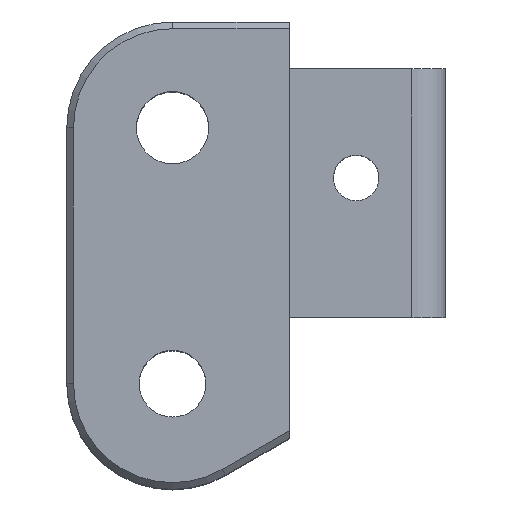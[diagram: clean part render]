
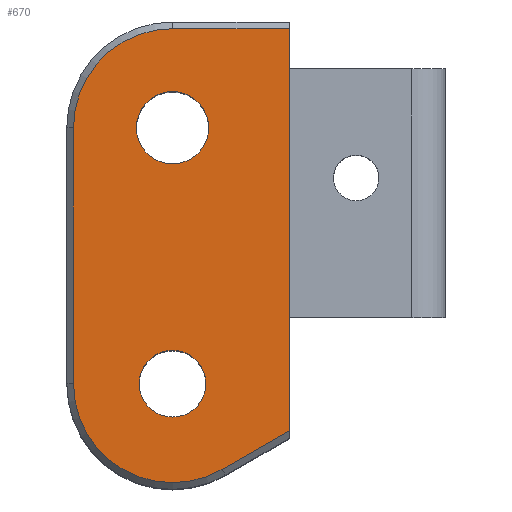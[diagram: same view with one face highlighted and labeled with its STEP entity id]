
A CAD part, top view. The second image highlights one B-rep face of the part: STEP entity #670.
In plain terms, the highlighted planar face has unit normal (0, 0, 1).
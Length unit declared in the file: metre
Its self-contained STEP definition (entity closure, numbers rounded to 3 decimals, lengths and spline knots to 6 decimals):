
#23=PLANE('',#729);
#49=CIRCLE('',#730,0.001625);
#50=CIRCLE('',#731,0.0015);
#51=CIRCLE('',#732,0.00445);
#52=CIRCLE('',#733,0.00445);
#115=ORIENTED_EDGE('',*,*,#294,.F.);
#116=ORIENTED_EDGE('',*,*,#295,.F.);
#117=ORIENTED_EDGE('',*,*,#270,.T.);
#118=ORIENTED_EDGE('',*,*,#296,.T.);
#119=ORIENTED_EDGE('',*,*,#297,.T.);
#120=ORIENTED_EDGE('',*,*,#298,.T.);
#121=ORIENTED_EDGE('',*,*,#299,.T.);
#122=ORIENTED_EDGE('',*,*,#300,.T.);
#270=EDGE_CURVE('',#364,#363,#422,.T.);
#294=EDGE_CURVE('',#379,#379,#49,.T.);
#295=EDGE_CURVE('',#380,#380,#50,.T.);
#296=EDGE_CURVE('',#363,#381,#442,.T.);
#297=EDGE_CURVE('',#381,#382,#51,.T.);
#298=EDGE_CURVE('',#382,#383,#443,.T.);
#299=EDGE_CURVE('',#383,#384,#52,.T.);
#300=EDGE_CURVE('',#384,#364,#444,.T.);
#363=VERTEX_POINT('',#1012);
#364=VERTEX_POINT('',#1014);
#379=VERTEX_POINT('',#1059);
#380=VERTEX_POINT('',#1061);
#381=VERTEX_POINT('',#1063);
#382=VERTEX_POINT('',#1065);
#383=VERTEX_POINT('',#1067);
#384=VERTEX_POINT('',#1069);
#422=LINE('',#1013,#492);
#442=LINE('',#1062,#512);
#443=LINE('',#1066,#513);
#444=LINE('',#1070,#514);
#492=VECTOR('',#804,1.);
#512=VECTOR('',#848,1.);
#513=VECTOR('',#851,1.);
#514=VECTOR('',#854,1.);
#557=EDGE_LOOP('',(#115));
#558=EDGE_LOOP('',(#116));
#559=EDGE_LOOP('',(#117,#118,#119,#120,#121,#122));
#609=FACE_BOUND('',#557,.T.);
#610=FACE_BOUND('',#558,.T.);
#611=FACE_BOUND('',#559,.T.);
#670=ADVANCED_FACE('',(#609,#610,#611),#23,.T.);
#729=AXIS2_PLACEMENT_3D('',#1057,#842,#843);
#730=AXIS2_PLACEMENT_3D('',#1058,#844,#845);
#731=AXIS2_PLACEMENT_3D('',#1060,#846,#847);
#732=AXIS2_PLACEMENT_3D('',#1064,#849,#850);
#733=AXIS2_PLACEMENT_3D('',#1068,#852,#853);
#804=DIRECTION('',(0.,1.,0.));
#842=DIRECTION('',(0.,0.,1.));
#843=DIRECTION('',(1.,0.,0.));
#844=DIRECTION('',(0.,0.,1.));
#845=DIRECTION('',(1.,0.,0.));
#846=DIRECTION('',(0.,0.,1.));
#847=DIRECTION('',(1.,0.,0.));
#848=DIRECTION('',(-1.,0.,0.));
#849=DIRECTION('',(0.,0.,1.));
#850=DIRECTION('',(1.,0.,0.));
#851=DIRECTION('',(0.,-1.,0.));
#852=DIRECTION('',(0.,0.,1.));
#853=DIRECTION('',(1.,0.,0.));
#854=DIRECTION('',(0.866,0.5,0.));
#1012=CARTESIAN_POINT('',(0.039891,-0.00805,0.0082));
#1013=CARTESIAN_POINT('',(0.039891,-0.021852,0.0082));
#1014=CARTESIAN_POINT('',(0.039891,-0.026107,0.0082));
#1057=CARTESIAN_POINT('',(0.051641,-0.01825,0.0082));
#1058=CARTESIAN_POINT('',(0.034641,-0.0125,0.0082));
#1059=CARTESIAN_POINT('',(0.036266,-0.0125,0.0082));
#1060=CARTESIAN_POINT('',(0.034641,-0.024,0.0082));
#1061=CARTESIAN_POINT('',(0.036141,-0.024,0.0082));
#1062=CARTESIAN_POINT('',(0.051641,-0.00805,0.0082));
#1063=CARTESIAN_POINT('',(0.034641,-0.00805,0.0082));
#1064=CARTESIAN_POINT('',(0.034641,-0.0125,0.0082));
#1065=CARTESIAN_POINT('',(0.030191,-0.0125,0.0082));
#1066=CARTESIAN_POINT('',(0.030191,-0.024,0.0082));
#1067=CARTESIAN_POINT('',(0.030191,-0.024,0.0082));
#1068=CARTESIAN_POINT('',(0.034641,-0.024,0.0082));
#1069=CARTESIAN_POINT('',(0.036866,-0.027854,0.0082));
#1070=CARTESIAN_POINT('',(0.052106,-0.019055,0.0082));
